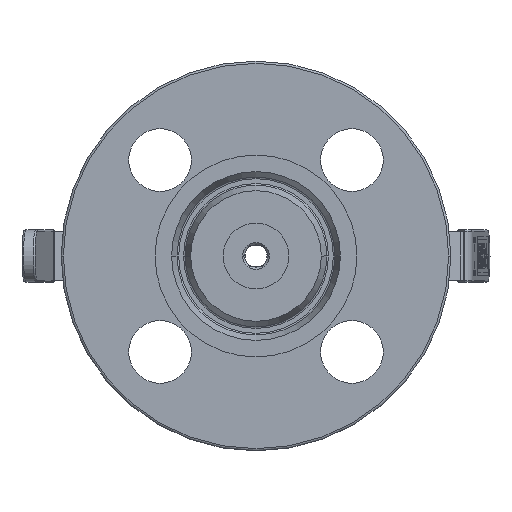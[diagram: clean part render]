
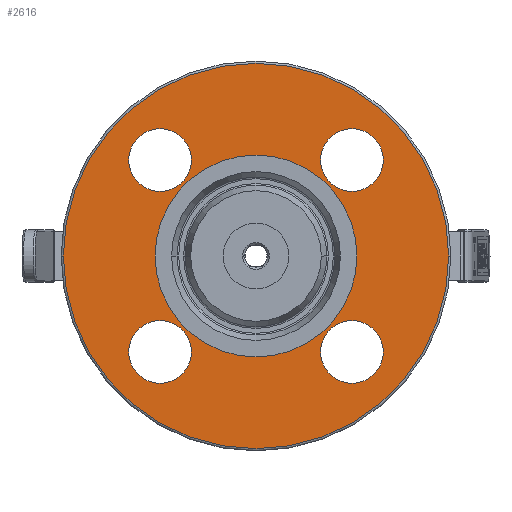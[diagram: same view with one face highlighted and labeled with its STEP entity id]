
A CAD part, left-side view. The second image highlights one B-rep face of the part: STEP entity #2616.
In plain terms, the highlighted planar face has unit normal (-1, 0, 0).
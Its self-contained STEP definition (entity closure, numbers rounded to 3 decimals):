
#183=CARTESIAN_POINT('',(-260.6,0.,0.));
#184=DIRECTION('',(-1.,0.,0.));
#185=DIRECTION('',(0.,-1.,0.));
#186=AXIS2_PLACEMENT_3D('',#183,#184,#185);
#192=CARTESIAN_POINT('',(-260.6,0.,0.));
#193=DIRECTION('',(-1.,0.,0.));
#194=DIRECTION('',(0.,1.,0.));
#195=AXIS2_PLACEMENT_3D('',#192,#193,#194);
#879=CARTESIAN_POINT('',(-260.6,43.77,-43.77));
#880=DIRECTION('',(1.,0.,0.));
#881=DIRECTION('',(0.,1.,0.));
#882=AXIS2_PLACEMENT_3D('',#879,#880,#881);
#884=CARTESIAN_POINT('',(-260.6,43.77,-43.77));
#885=DIRECTION('',(1.,0.,0.));
#886=DIRECTION('',(0.,-1.,0.));
#887=AXIS2_PLACEMENT_3D('',#884,#885,#886);
#889=CARTESIAN_POINT('',(-260.6,43.77,43.77));
#890=DIRECTION('',(1.,0.,0.));
#891=DIRECTION('',(0.,0.,1.));
#892=AXIS2_PLACEMENT_3D('',#889,#890,#891);
#894=CARTESIAN_POINT('',(-260.6,43.77,43.77));
#895=DIRECTION('',(1.,0.,0.));
#896=DIRECTION('',(0.,0.,-1.));
#897=AXIS2_PLACEMENT_3D('',#894,#895,#896);
#899=CARTESIAN_POINT('',(-260.6,-43.77,43.77));
#900=DIRECTION('',(1.,0.,0.));
#901=DIRECTION('',(0.,-1.,0.));
#902=AXIS2_PLACEMENT_3D('',#899,#900,#901);
#904=CARTESIAN_POINT('',(-260.6,-43.77,43.77));
#905=DIRECTION('',(1.,0.,0.));
#906=DIRECTION('',(0.,1.,0.));
#907=AXIS2_PLACEMENT_3D('',#904,#905,#906);
#909=CARTESIAN_POINT('',(-260.6,-43.77,-43.77));
#910=DIRECTION('',(1.,0.,0.));
#911=DIRECTION('',(0.,0.,-1.));
#912=AXIS2_PLACEMENT_3D('',#909,#910,#911);
#914=CARTESIAN_POINT('',(-260.6,-43.77,-43.77));
#915=DIRECTION('',(1.,0.,0.));
#916=DIRECTION('',(0.,0.,1.));
#917=AXIS2_PLACEMENT_3D('',#914,#915,#916);
#919=CARTESIAN_POINT('',(-260.6,0.,0.));
#920=DIRECTION('',(-1.,0.,0.));
#921=DIRECTION('',(0.,1.,0.));
#922=AXIS2_PLACEMENT_3D('',#919,#920,#921);
#924=CARTESIAN_POINT('',(-260.6,0.,0.));
#925=DIRECTION('',(-1.,0.,0.));
#926=DIRECTION('',(0.,-1.,0.));
#927=AXIS2_PLACEMENT_3D('',#924,#925,#926);
#1405=CARTESIAN_POINT('',(-260.6,-46.05,0.));
#1406=CARTESIAN_POINT('',(-260.6,46.05,0.));
#1407=VERTEX_POINT('',#1405);
#1408=VERTEX_POINT('',#1406);
#1437=CARTESIAN_POINT('',(-260.6,58.07,-43.77));
#1439=VERTEX_POINT('',#1437);
#1441=CARTESIAN_POINT('',(-260.6,29.47,-43.77));
#1443=VERTEX_POINT('',#1441);
#1445=CARTESIAN_POINT('',(-260.6,43.77,58.07));
#1447=VERTEX_POINT('',#1445);
#1449=CARTESIAN_POINT('',(-260.6,43.77,29.47));
#1451=VERTEX_POINT('',#1449);
#1453=CARTESIAN_POINT('',(-260.6,-58.07,43.77));
#1455=VERTEX_POINT('',#1453);
#1457=CARTESIAN_POINT('',(-260.6,-29.47,43.77));
#1459=VERTEX_POINT('',#1457);
#1461=CARTESIAN_POINT('',(-260.6,-43.77,-58.07));
#1463=VERTEX_POINT('',#1461);
#1465=CARTESIAN_POINT('',(-260.6,-43.77,-29.47));
#1467=VERTEX_POINT('',#1465);
#1509=CARTESIAN_POINT('',(-260.6,87.9,0.));
#1510=CARTESIAN_POINT('',(-260.6,-87.9,0.));
#1511=VERTEX_POINT('',#1509);
#1512=VERTEX_POINT('',#1510);
#2577=CARTESIAN_POINT('',(-260.6,0.,0.));
#2578=DIRECTION('',(1.,0.,0.));
#2579=DIRECTION('',(0.,1.,0.));
#2580=AXIS2_PLACEMENT_3D('',#2577,#2578,#2579);
#2581=PLANE('',#2580);
#2583=ORIENTED_EDGE('',*,*,#2582,.F.);
#2585=ORIENTED_EDGE('',*,*,#2584,.F.);
#2586=EDGE_LOOP('',(#2583,#2585));
#2587=FACE_OUTER_BOUND('',#2586,.F.);
#2589=ORIENTED_EDGE('',*,*,#2588,.F.);
#2591=ORIENTED_EDGE('',*,*,#2590,.F.);
#2592=EDGE_LOOP('',(#2589,#2591));
#2593=FACE_BOUND('',#2592,.F.);
#2595=ORIENTED_EDGE('',*,*,#2594,.F.);
#2597=ORIENTED_EDGE('',*,*,#2596,.F.);
#2598=EDGE_LOOP('',(#2595,#2597));
#2599=FACE_BOUND('',#2598,.F.);
#2601=ORIENTED_EDGE('',*,*,#2600,.F.);
#2603=ORIENTED_EDGE('',*,*,#2602,.F.);
#2604=EDGE_LOOP('',(#2601,#2603));
#2605=FACE_BOUND('',#2604,.F.);
#2607=ORIENTED_EDGE('',*,*,#2606,.F.);
#2609=ORIENTED_EDGE('',*,*,#2608,.F.);
#2610=EDGE_LOOP('',(#2607,#2609));
#2611=FACE_BOUND('',#2610,.F.);
#2612=ORIENTED_EDGE('',*,*,#1892,.T.);
#2613=ORIENTED_EDGE('',*,*,#1908,.T.);
#2614=EDGE_LOOP('',(#2612,#2613));
#2615=FACE_BOUND('',#2614,.F.);
#2616=ADVANCED_FACE('',(#2587,#2593,#2599,#2605,#2611,#2615),#2581,.F.);
#187=CIRCLE('',#186,46.05);
#196=CIRCLE('',#195,46.05);
#883=CIRCLE('',#882,14.3);
#888=CIRCLE('',#887,14.3);
#893=CIRCLE('',#892,14.3);
#898=CIRCLE('',#897,14.3);
#903=CIRCLE('',#902,14.3);
#908=CIRCLE('',#907,14.3);
#913=CIRCLE('',#912,14.3);
#918=CIRCLE('',#917,14.3);
#923=CIRCLE('',#922,87.9);
#928=CIRCLE('',#927,87.9);
#1892=EDGE_CURVE('',#1407,#1408,#187,.T.);
#1908=EDGE_CURVE('',#1408,#1407,#196,.T.);
#2582=EDGE_CURVE('',#1511,#1512,#923,.T.);
#2584=EDGE_CURVE('',#1512,#1511,#928,.T.);
#2588=EDGE_CURVE('',#1439,#1443,#883,.T.);
#2590=EDGE_CURVE('',#1443,#1439,#888,.T.);
#2594=EDGE_CURVE('',#1447,#1451,#893,.T.);
#2596=EDGE_CURVE('',#1451,#1447,#898,.T.);
#2600=EDGE_CURVE('',#1455,#1459,#903,.T.);
#2602=EDGE_CURVE('',#1459,#1455,#908,.T.);
#2606=EDGE_CURVE('',#1463,#1467,#913,.T.);
#2608=EDGE_CURVE('',#1467,#1463,#918,.T.);
